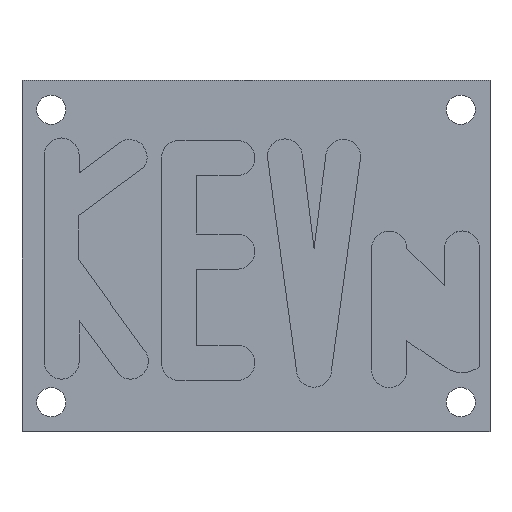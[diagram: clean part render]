
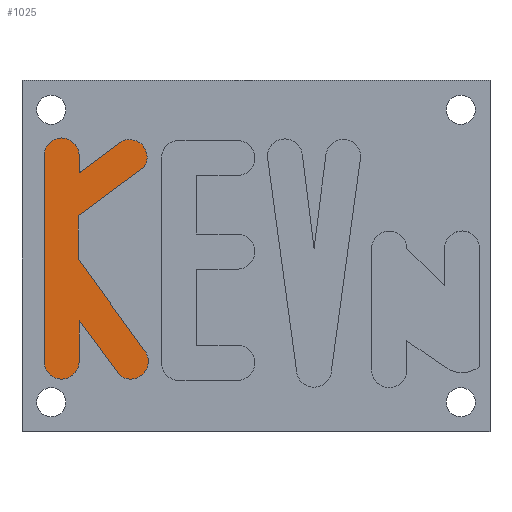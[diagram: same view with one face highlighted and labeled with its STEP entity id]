
A CAD part, top view. The second image highlights one B-rep face of the part: STEP entity #1025.
In plain terms, the highlighted planar face has unit normal (0, 0, 1).
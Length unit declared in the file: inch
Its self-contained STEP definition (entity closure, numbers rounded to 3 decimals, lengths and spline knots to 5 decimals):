
#51=FACE_OUTER_BOUND('',#108,.T.);
#108=EDGE_LOOP('',(#690,#691,#692,#693,#694,#695,#696,#697,#698,#699,#700,
#701));
#181=CIRCLE('',#1085,0.3);
#182=CIRCLE('',#1086,0.3);
#183=CIRCLE('',#1087,0.3);
#184=CIRCLE('',#1088,0.3);
#221=LINE('',#1490,#330);
#222=LINE('',#1494,#331);
#223=LINE('',#1498,#332);
#224=LINE('',#1500,#333);
#225=LINE('',#1504,#334);
#226=LINE('',#1506,#335);
#227=LINE('',#1508,#336);
#228=LINE('',#1511,#337);
#330=VECTOR('',#1185,0.29475);
#331=VECTOR('',#1188,3.52263);
#332=VECTOR('',#1191,0.69799);
#333=VECTOR('',#1192,1.15443);
#334=VECTOR('',#1195,1.93676);
#335=VECTOR('',#1196,0.73161);
#336=VECTOR('',#1197,1.40963);
#337=VECTOR('',#1200,0.8796);
#439=VERTEX_POINT('',#1488);
#440=VERTEX_POINT('',#1489);
#441=VERTEX_POINT('',#1491);
#442=VERTEX_POINT('',#1493);
#443=VERTEX_POINT('',#1495);
#444=VERTEX_POINT('',#1497);
#445=VERTEX_POINT('',#1499);
#446=VERTEX_POINT('',#1501);
#447=VERTEX_POINT('',#1503);
#448=VERTEX_POINT('',#1505);
#449=VERTEX_POINT('',#1507);
#450=VERTEX_POINT('',#1509);
#541=EDGE_CURVE('',#439,#440,#221,.T.);
#542=EDGE_CURVE('',#441,#439,#181,.T.);
#543=EDGE_CURVE('',#442,#441,#222,.T.);
#544=EDGE_CURVE('',#443,#442,#182,.T.);
#545=EDGE_CURVE('',#444,#443,#223,.T.);
#546=EDGE_CURVE('',#445,#444,#224,.T.);
#547=EDGE_CURVE('',#446,#445,#183,.T.);
#548=EDGE_CURVE('',#447,#446,#225,.T.);
#549=EDGE_CURVE('',#448,#447,#226,.T.);
#550=EDGE_CURVE('',#449,#448,#227,.T.);
#551=EDGE_CURVE('',#450,#449,#184,.T.);
#552=EDGE_CURVE('',#440,#450,#228,.T.);
#690=ORIENTED_EDGE('',*,*,#541,.F.);
#691=ORIENTED_EDGE('',*,*,#542,.F.);
#692=ORIENTED_EDGE('',*,*,#543,.F.);
#693=ORIENTED_EDGE('',*,*,#544,.F.);
#694=ORIENTED_EDGE('',*,*,#545,.F.);
#695=ORIENTED_EDGE('',*,*,#546,.F.);
#696=ORIENTED_EDGE('',*,*,#547,.F.);
#697=ORIENTED_EDGE('',*,*,#548,.F.);
#698=ORIENTED_EDGE('',*,*,#549,.F.);
#699=ORIENTED_EDGE('',*,*,#550,.F.);
#700=ORIENTED_EDGE('',*,*,#551,.F.);
#701=ORIENTED_EDGE('',*,*,#552,.F.);
#988=PLANE('',#1084);
#1025=ADVANCED_FACE('',(#51),#988,.T.);
#1084=AXIS2_PLACEMENT_3D('',#1487,#1183,#1184);
#1085=AXIS2_PLACEMENT_3D('',#1492,#1186,#1187);
#1086=AXIS2_PLACEMENT_3D('',#1496,#1189,#1190);
#1087=AXIS2_PLACEMENT_3D('',#1502,#1193,#1194);
#1088=AXIS2_PLACEMENT_3D('',#1510,#1198,#1199);
#1183=DIRECTION('center_axis',(0.,0.,1.));
#1184=DIRECTION('ref_axis',(1.,0.,0.));
#1185=DIRECTION('',(0.,-1.,0.));
#1186=DIRECTION('center_axis',(0.,0.,-1.));
#1187=DIRECTION('ref_axis',(-1.,0.,0.));
#1188=DIRECTION('',(0.,1.,0.));
#1189=DIRECTION('center_axis',(0.,0.,-1.));
#1190=DIRECTION('ref_axis',(1.,0.,0.));
#1191=DIRECTION('',(0.,-1.,0.));
#1192=DIRECTION('',(-0.596,0.803,0.));
#1193=DIRECTION('center_axis',(0.,0.,-1.));
#1194=DIRECTION('ref_axis',(0.645,0.764,0.));
#1195=DIRECTION('',(0.585,-0.811,0.));
#1196=DIRECTION('',(0.,-1.,0.));
#1197=DIRECTION('',(-0.803,-0.596,0.));
#1198=DIRECTION('center_axis',(0.,0.,-1.));
#1199=DIRECTION('ref_axis',(-0.842,0.54,0.));
#1200=DIRECTION('',(0.803,0.596,0.));
#1487=CARTESIAN_POINT('Origin',(4.,-3.,0.025));
#1488=CARTESIAN_POINT('',(0.97705,-1.2821,0.025));
#1489=CARTESIAN_POINT('',(0.97705,-1.57686,0.025));
#1490=CARTESIAN_POINT('',(0.97705,-2.14105,0.025));
#1491=CARTESIAN_POINT('',(0.37705,-1.2821,0.025));
#1492=CARTESIAN_POINT('Origin',(0.67705,-1.2821,0.025));
#1493=CARTESIAN_POINT('',(0.37705,-4.80473,0.025));
#1494=CARTESIAN_POINT('',(0.37705,-3.90237,0.025));
#1495=CARTESIAN_POINT('',(0.97705,-4.80473,0.025));
#1496=CARTESIAN_POINT('Origin',(0.67705,-4.80473,0.025));
#1497=CARTESIAN_POINT('',(0.97705,-4.10675,0.025));
#1498=CARTESIAN_POINT('',(0.97705,-3.55337,0.025));
#1499=CARTESIAN_POINT('',(1.66477,-5.03397,0.025));
#1500=CARTESIAN_POINT('',(1.59253,-4.93658,0.025));
#1501=CARTESIAN_POINT('',(2.09049,-4.61478,0.025));
#1502=CARTESIAN_POINT('Origin',(1.85828,-4.80473,0.025));
#1503=CARTESIAN_POINT('',(0.95828,-3.04342,0.025));
#1504=CARTESIAN_POINT('',(1.46772,-3.75046,0.025));
#1505=CARTESIAN_POINT('',(0.95828,-2.31181,0.025));
#1506=CARTESIAN_POINT('',(0.95828,-2.6559,0.025));
#1507=CARTESIAN_POINT('',(2.09049,-1.47206,0.025));
#1508=CARTESIAN_POINT('',(2.34087,-1.28635,0.025));
#1509=CARTESIAN_POINT('',(1.68353,-1.05286,0.025));
#1510=CARTESIAN_POINT('Origin',(1.838,-1.31004,0.025));
#1511=CARTESIAN_POINT('',(1.61165,-1.10618,0.025));
